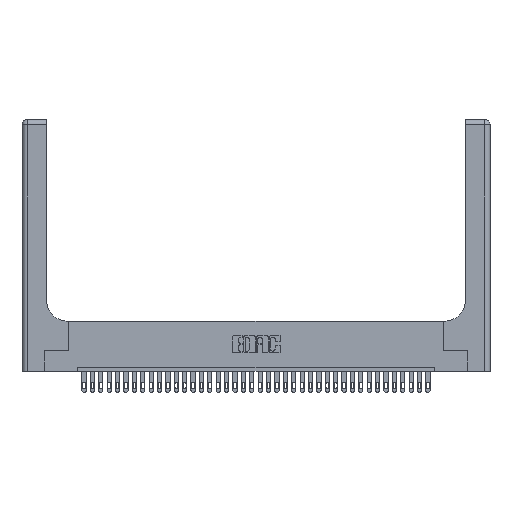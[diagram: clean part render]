
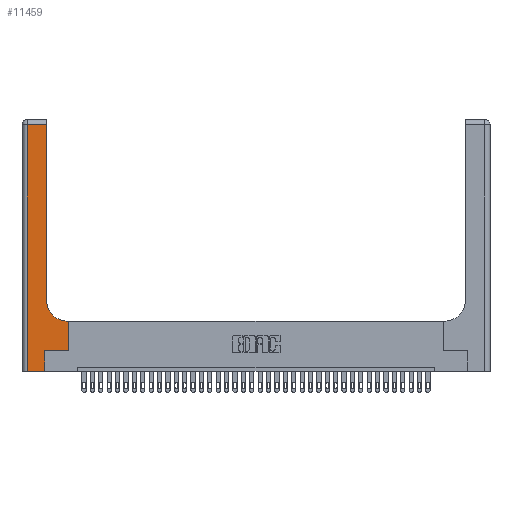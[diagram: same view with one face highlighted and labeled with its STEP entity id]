
A CAD part, top view. The second image highlights one B-rep face of the part: STEP entity #11459.
In plain terms, the highlighted planar face has unit normal (0, 0, 1).
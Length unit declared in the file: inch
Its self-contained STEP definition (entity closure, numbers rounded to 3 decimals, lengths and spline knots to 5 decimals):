
#403 = DIRECTION ( 'NONE',  ( -1., 0., 0. ) ) ;
#855 = LINE ( 'NONE', #9254, #4405 ) ;
#1412 = DIRECTION ( 'NONE',  ( 0., 1., 0. ) ) ;
#1553 = AXIS2_PLACEMENT_3D ( 'NONE', #21283, #21030, #9636 ) ;
#1805 = EDGE_LOOP ( 'NONE', ( #13743, #3955, #11778, #28096, #30264, #33734, #20829, #11212, #24440 ) ) ;
#2017 = EDGE_CURVE ( 'NONE', #21831, #27225, #10666, .T. ) ;
#3793 = PLANE ( 'NONE',  #1553 ) ;
#3955 = ORIENTED_EDGE ( 'NONE', *, *, #30867, .T. ) ;
#4163 = EDGE_CURVE ( 'NONE', #9312, #16687, #14906, .T. ) ;
#4374 = CARTESIAN_POINT ( 'NONE',  ( 0.269, 0., 0.37 ) ) ;
#4405 = VECTOR ( 'NONE', #6531, 39.37008 ) ;
#5094 = VECTOR ( 'NONE', #15397, 39.37008 ) ;
#5508 = AXIS2_PLACEMENT_3D ( 'NONE', #11791, #20801, #34973 ) ;
#5653 = CARTESIAN_POINT ( 'NONE',  ( 0.2915, 0.85, 0.37 ) ) ;
#5996 = CARTESIAN_POINT ( 'NONE',  ( 0.2915, 0.6, 0.37 ) ) ;
#6531 = DIRECTION ( 'NONE',  ( 1., 0., 0. ) ) ;
#6578 = VECTOR ( 'NONE', #29793, 39.37008 ) ;
#6699 = EDGE_CURVE ( 'NONE', #27225, #7675, #13075, .T. ) ;
#7058 = CARTESIAN_POINT ( 'NONE',  ( 0.06, 3., 0.37 ) ) ;
#7675 = VERTEX_POINT ( 'NONE', #31102 ) ;
#7980 = VECTOR ( 'NONE', #32766, 39.37008 ) ;
#8298 = EDGE_CURVE ( 'NONE', #25923, #9312, #36062, .T. ) ;
#9254 = CARTESIAN_POINT ( 'NONE',  ( 0.269, 0.25, 0.37 ) ) ;
#9312 = VERTEX_POINT ( 'NONE', #5653 ) ;
#9636 = DIRECTION ( 'NONE',  ( -1., 0., 0. ) ) ;
#9652 = CARTESIAN_POINT ( 'NONE',  ( 0.5585, 0.25, 0.37 ) ) ;
#9935 = EDGE_CURVE ( 'NONE', #26711, #30128, #855, .T. ) ;
#10323 = EDGE_CURVE ( 'NONE', #30128, #27923, #15897, .T. ) ;
#10437 = CARTESIAN_POINT ( 'NONE',  ( 0.5585, 0.6, 0.37 ) ) ;
#10474 = CARTESIAN_POINT ( 'NONE',  ( 0.269, 0.25, 0.37 ) ) ;
#10666 = LINE ( 'NONE', #7058, #7980 ) ;
#11212 = ORIENTED_EDGE ( 'NONE', *, *, #13242, .T. ) ;
#11459 = ADVANCED_FACE ( 'NONE', ( #35556 ), #3793, .F. ) ;
#11778 = ORIENTED_EDGE ( 'NONE', *, *, #2017, .T. ) ;
#11791 = CARTESIAN_POINT ( 'NONE',  ( 0.5415, 0.85, 0.37 ) ) ;
#13075 = LINE ( 'NONE', #18437, #5094 ) ;
#13242 = EDGE_CURVE ( 'NONE', #27923, #25923, #21621, .T. ) ;
#13743 = ORIENTED_EDGE ( 'NONE', *, *, #4163, .T. ) ;
#14397 = LINE ( 'NONE', #4374, #28161 ) ;
#14906 = LINE ( 'NONE', #18369, #20664 ) ;
#15397 = DIRECTION ( 'NONE',  ( 1., 0., 0. ) ) ;
#15897 = LINE ( 'NONE', #20985, #6578 ) ;
#16687 = VERTEX_POINT ( 'NONE', #21215 ) ;
#18369 = CARTESIAN_POINT ( 'NONE',  ( 0.2915, 3., 0.37 ) ) ;
#18437 = CARTESIAN_POINT ( 'NONE',  ( 0., 0., 0.37 ) ) ;
#19083 = DIRECTION ( 'NONE',  ( -1., 0., 0. ) ) ;
#20664 = VECTOR ( 'NONE', #1412, 39.37008 ) ;
#20801 = DIRECTION ( 'NONE',  ( 0., 0., -1. ) ) ;
#20829 = ORIENTED_EDGE ( 'NONE', *, *, #10323, .T. ) ;
#20985 = CARTESIAN_POINT ( 'NONE',  ( 0.5585, 0.25, 0.37 ) ) ;
#21030 = DIRECTION ( 'NONE',  ( 0., 0., -1. ) ) ;
#21215 = CARTESIAN_POINT ( 'NONE',  ( 0.2915, 2.94, 0.37 ) ) ;
#21283 = CARTESIAN_POINT ( 'NONE',  ( 0., 3., 0.37 ) ) ;
#21621 = LINE ( 'NONE', #5996, #32276 ) ;
#21831 = VERTEX_POINT ( 'NONE', #24517 ) ;
#24440 = ORIENTED_EDGE ( 'NONE', *, *, #8298, .T. ) ;
#24517 = CARTESIAN_POINT ( 'NONE',  ( 0.06, 2.94, 0.37 ) ) ;
#24685 = CARTESIAN_POINT ( 'NONE',  ( 0., 2.94, 0.37 ) ) ;
#25923 = VERTEX_POINT ( 'NONE', #30874 ) ;
#26711 = VERTEX_POINT ( 'NONE', #10474 ) ;
#27225 = VERTEX_POINT ( 'NONE', #29758 ) ;
#27325 = DIRECTION ( 'NONE',  ( 0., 1., 0. ) ) ;
#27923 = VERTEX_POINT ( 'NONE', #10437 ) ;
#28096 = ORIENTED_EDGE ( 'NONE', *, *, #6699, .T. ) ;
#28161 = VECTOR ( 'NONE', #27325, 39.37008 ) ;
#29758 = CARTESIAN_POINT ( 'NONE',  ( 0.06, 0., 0.37 ) ) ;
#29793 = DIRECTION ( 'NONE',  ( 0., 1., 0. ) ) ;
#30128 = VERTEX_POINT ( 'NONE', #9652 ) ;
#30264 = ORIENTED_EDGE ( 'NONE', *, *, #32101, .T. ) ;
#30867 = EDGE_CURVE ( 'NONE', #16687, #21831, #34007, .T. ) ;
#30874 = CARTESIAN_POINT ( 'NONE',  ( 0.5415, 0.6, 0.37 ) ) ;
#31102 = CARTESIAN_POINT ( 'NONE',  ( 0.269, 0., 0.37 ) ) ;
#32101 = EDGE_CURVE ( 'NONE', #7675, #26711, #14397, .T. ) ;
#32276 = VECTOR ( 'NONE', #403, 39.37008 ) ;
#32766 = DIRECTION ( 'NONE',  ( 0., -1., 0. ) ) ;
#33734 = ORIENTED_EDGE ( 'NONE', *, *, #9935, .T. ) ;
#34007 = LINE ( 'NONE', #24685, #35781 ) ;
#34973 = DIRECTION ( 'NONE',  ( 1., 0., 0. ) ) ;
#35556 = FACE_OUTER_BOUND ( 'NONE', #1805, .T. ) ;
#35781 = VECTOR ( 'NONE', #19083, 39.37008 ) ;
#36062 = CIRCLE ( 'NONE', #5508, 0.25 ) ;
